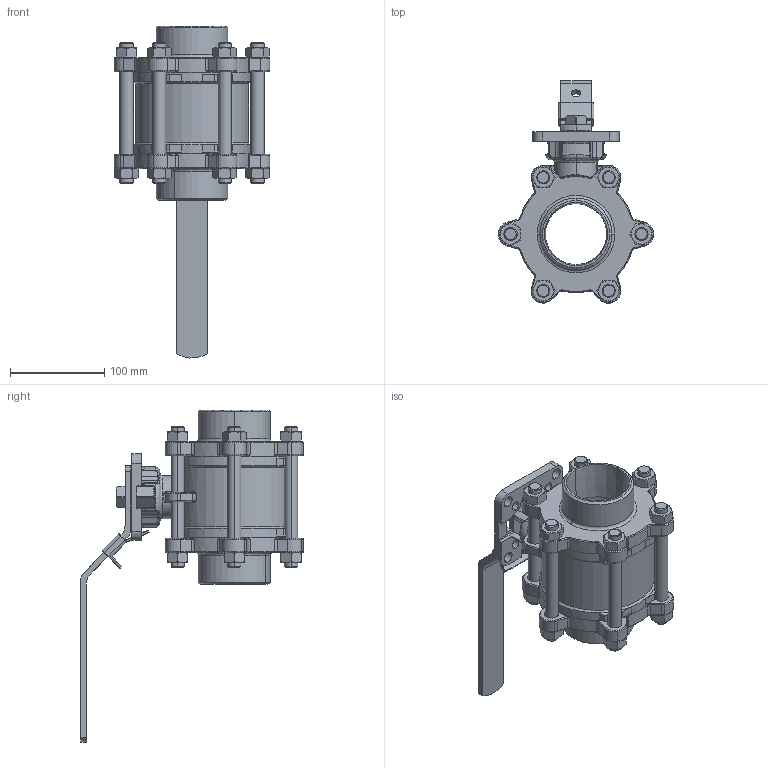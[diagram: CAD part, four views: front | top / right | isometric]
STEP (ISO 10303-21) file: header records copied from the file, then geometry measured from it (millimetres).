
FILE_DESCRIPTION (( 'STEP AP214' ), '1' );
FILE_NAME ('ZL9BK0I.STEP', '2010-09-03T06:29:03', ( 'Hsu22' ), ( 'Hollings' ), 'SwSTEP 2.0', 'SolidWorks 2008', '' );
FILE_SCHEMA (( 'AUTOMOTIVE_DESIGN' ));
Length unit declared in the file: millimetre
Products named in the file (7): SAL9T10TWIACX2_預設; SBL9BK4IBCX0_預設; SHJ0L9T10I0_預設; SDDL9T10IA3_預設; YSDM14 150_預設; YNM14_預設; ZL9BK0I
Assembly tree (23 placements, depth 2):
  ZL9BK0I
    YNM14_預設  x12
    YSDM14 150_預設  x6
    SBL9BK4IBCX0_預設  x2
    SAL9T10TWIACX2_預設
    SDDL9T10IA3_預設
    SHJ0L9T10I0_預設
Bounding box: 164.95 x 236.19 x 352.4 mm (x, y, z)
Volume: 1030003 mm3; surface area: 305162.8 mm2
Topology: 23 solids, 23 shells, 941 faces, 2280 edges, 1372 vertices
Faces by surface type: cylinder 337, plane 273, torus 163, cone 104, bspline 48, sphere 16
Entity records: 21433 total; most frequent: CARTESIAN_POINT 6785, DIRECTION 3209, ORIENTED_EDGE 2952, EDGE_CURVE 1476, AXIS2_PLACEMENT_3D 1329, VERTEX_POINT 893, CIRCLE 750, EDGE_LOOP 657
